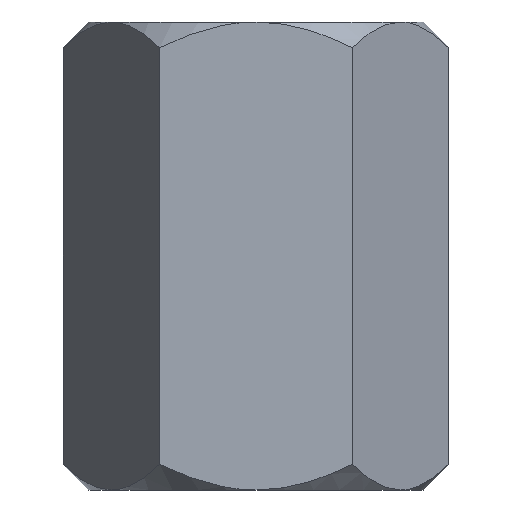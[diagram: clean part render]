
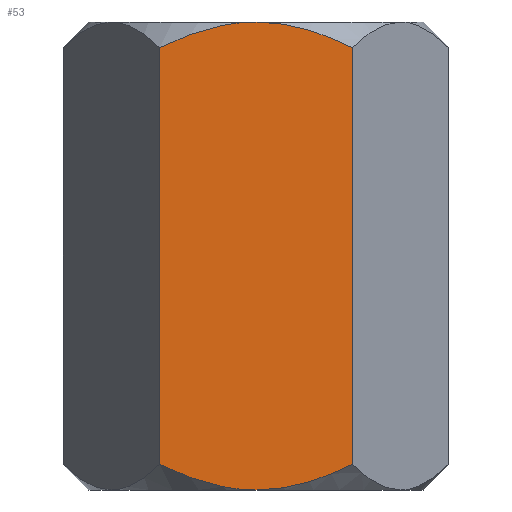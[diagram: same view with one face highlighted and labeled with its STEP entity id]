
A CAD part, front view. The second image highlights one B-rep face of the part: STEP entity #53.
In plain terms, the highlighted planar face has unit normal (0, -1, 0).
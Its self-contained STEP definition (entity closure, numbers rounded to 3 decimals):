
#53 = ADVANCED_FACE( '', ( #120 ), #121, .F. );
#120 = FACE_OUTER_BOUND( '', #201, .T. );
#121 = PLANE( '', #202 );
#201 = EDGE_LOOP( '', ( #289, #290, #291, #292, #293, #294 ) );
#202 = AXIS2_PLACEMENT_3D( '', #295, #296, #297 );
#289 = ORIENTED_EDGE( '', *, *, #464, .F. );
#290 = ORIENTED_EDGE( '', *, *, #465, .F. );
#291 = ORIENTED_EDGE( '', *, *, #466, .T. );
#292 = ORIENTED_EDGE( '', *, *, #467, .T. );
#293 = ORIENTED_EDGE( '', *, *, #458, .T. );
#294 = ORIENTED_EDGE( '', *, *, #468, .F. );
#295 = CARTESIAN_POINT( '', ( -1.443, -2.5, 3.5 ) );
#296 = DIRECTION( '', ( 0., 1., 0. ) );
#297 = DIRECTION( '', ( -1., 0., 0. ) );
#458 = EDGE_CURVE( '', #534, #531, #535, .T. );
#464 = EDGE_CURVE( '', #544, #545, #546, .F. );
#465 = EDGE_CURVE( '', #547, #544, #548, .T. );
#466 = EDGE_CURVE( '', #547, #549, #550, .F. );
#467 = EDGE_CURVE( '', #549, #534, #551, .F. );
#468 = EDGE_CURVE( '', #545, #531, #552, .F. );
#531 = VERTEX_POINT( '', #640 );
#534 = VERTEX_POINT( '', #650 );
#535 = LINE( '', #651, #652 );
#544 = VERTEX_POINT( '', #679 );
#545 = VERTEX_POINT( '', #680 );
#546 = B_SPLINE_CURVE_WITH_KNOTS( '', 3, ( #681, #682, #683, #684, #685, #686 ), .UNSPECIFIED., .F., .F., ( 4, 2, 4 ), ( 0.004, 0.004, 0.005 ), .UNSPECIFIED. );
#547 = VERTEX_POINT( '', #687 );
#548 = LINE( '', #688, #689 );
#549 = VERTEX_POINT( '', #690 );
#550 = B_SPLINE_CURVE_WITH_KNOTS( '', 3, ( #691, #692, #693, #694, #695, #696 ), .UNSPECIFIED., .F., .F., ( 4, 2, 4 ), ( 0.004, 0.004, 0.005 ), .UNSPECIFIED. );
#551 = B_SPLINE_CURVE_WITH_KNOTS( '', 3, ( #697, #698, #699, #700, #701, #702, #703, #704 ), .UNSPECIFIED., .F., .F., ( 4, 2, 2, 4 ), ( 0.002, 0.003, 0.003, 0.004 ), .UNSPECIFIED. );
#552 = B_SPLINE_CURVE_WITH_KNOTS( '', 3, ( #705, #706, #707, #708, #709, #710, #711, #712 ), .UNSPECIFIED., .F., .F., ( 4, 2, 2, 4 ), ( 0.002, 0.003, 0.003, 0.004 ), .UNSPECIFIED. );
#640 = CARTESIAN_POINT( '', ( -1.443, -2.5, -3.113 ) );
#650 = CARTESIAN_POINT( '', ( -1.443, -2.5, 3.113 ) );
#651 = CARTESIAN_POINT( '', ( -1.443, -2.5, 3.5 ) );
#652 = VECTOR( '', #871, 1000. );
#679 = CARTESIAN_POINT( '', ( 1.443, -2.5, -3.113 ) );
#680 = CARTESIAN_POINT( '', ( 0., -2.5, -3.5 ) );
#681 = CARTESIAN_POINT( '', ( 0., -2.5, -3.5 ) );
#682 = CARTESIAN_POINT( '', ( 0.253, -2.5, -3.5 ) );
#683 = CARTESIAN_POINT( '', ( 0.5, -2.5, -3.461 ) );
#684 = CARTESIAN_POINT( '', ( 0.985, -2.5, -3.323 ) );
#685 = CARTESIAN_POINT( '', ( 1.22, -2.5, -3.225 ) );
#686 = CARTESIAN_POINT( '', ( 1.443, -2.5, -3.113 ) );
#687 = CARTESIAN_POINT( '', ( 1.443, -2.5, 3.113 ) );
#688 = CARTESIAN_POINT( '', ( 1.443, -2.5, 3.5 ) );
#689 = VECTOR( '', #873, 1000. );
#690 = CARTESIAN_POINT( '', ( 0., -2.5, 3.5 ) );
#691 = CARTESIAN_POINT( '', ( 0., -2.5, 3.5 ) );
#692 = CARTESIAN_POINT( '', ( 0.253, -2.5, 3.5 ) );
#693 = CARTESIAN_POINT( '', ( 0.5, -2.5, 3.461 ) );
#694 = CARTESIAN_POINT( '', ( 0.985, -2.5, 3.323 ) );
#695 = CARTESIAN_POINT( '', ( 1.22, -2.5, 3.225 ) );
#696 = CARTESIAN_POINT( '', ( 1.443, -2.5, 3.113 ) );
#697 = CARTESIAN_POINT( '', ( -1.443, -2.5, 3.113 ) );
#698 = CARTESIAN_POINT( '', ( -1.219, -2.5, 3.225 ) );
#699 = CARTESIAN_POINT( '', ( -0.984, -2.5, 3.323 ) );
#700 = CARTESIAN_POINT( '', ( -0.623, -2.5, 3.426 ) );
#701 = CARTESIAN_POINT( '', ( -0.502, -2.5, 3.453 ) );
#702 = CARTESIAN_POINT( '', ( -0.254, -2.5, 3.49 ) );
#703 = CARTESIAN_POINT( '', ( -0.126, -2.5, 3.5 ) );
#704 = CARTESIAN_POINT( '', ( 0., -2.5, 3.5 ) );
#705 = CARTESIAN_POINT( '', ( -1.443, -2.5, -3.113 ) );
#706 = CARTESIAN_POINT( '', ( -1.219, -2.5, -3.225 ) );
#707 = CARTESIAN_POINT( '', ( -0.984, -2.5, -3.323 ) );
#708 = CARTESIAN_POINT( '', ( -0.623, -2.5, -3.426 ) );
#709 = CARTESIAN_POINT( '', ( -0.502, -2.5, -3.453 ) );
#710 = CARTESIAN_POINT( '', ( -0.254, -2.5, -3.49 ) );
#711 = CARTESIAN_POINT( '', ( -0.126, -2.5, -3.5 ) );
#712 = CARTESIAN_POINT( '', ( 0., -2.5, -3.5 ) );
#871 = DIRECTION( '', ( 0., 0., -1. ) );
#873 = DIRECTION( '', ( 0., 0., -1. ) );
